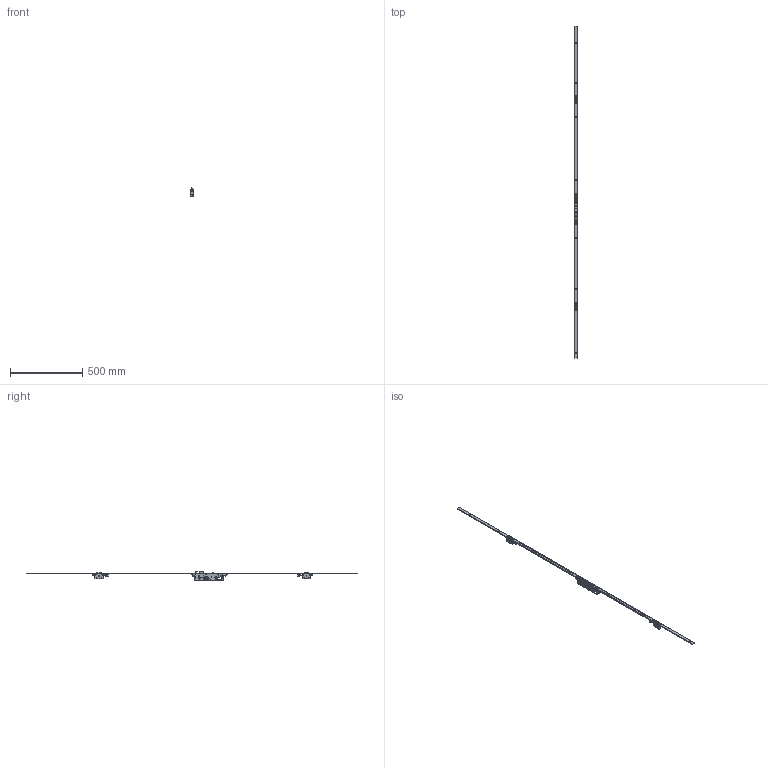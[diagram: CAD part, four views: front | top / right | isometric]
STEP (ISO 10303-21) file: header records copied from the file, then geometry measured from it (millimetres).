
FILE_DESCRIPTION((''),'2;1');
FILE_NAME('143825350_1','2021-02-03T10:11:45',('MLOLI'),(''),'CREO PARAMETRIC BY PTC INC, 2019344','CREO PARAMETRIC BY PTC INC, 2019344','');
FILE_SCHEMA(('AP242_MANAGED_MODEL_BASED_3D_ENGINEERING_MIM_LF { 1 0 10303 442 1 1 4 }'));
Products named in the file (1): 143825350_1
Bounding box: 24 x 2300 x 61.2 mm (x, y, z)
Volume: 292047.4 mm3; surface area: 273935.9 mm2
Topology: 5 solids, 5 shells, 3701 faces, 10428 edges, 6647 vertices
Faces by surface type: plane 1979, cylinder 1109, cone 185, torus 163, extrusion 160, bspline 78, sphere 27
Entity records: 158183 total; most frequent: CARTESIAN_POINT 61458, ORIENTED_EDGE 20784, DIRECTION 19337, EDGE_CURVE 10392, VECTOR 6929, LINE 6769, VERTEX_POINT 6647, AXIS2_PLACEMENT_3D 6204
